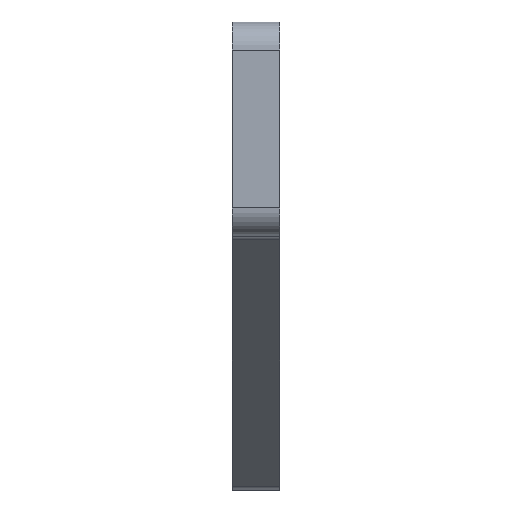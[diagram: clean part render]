
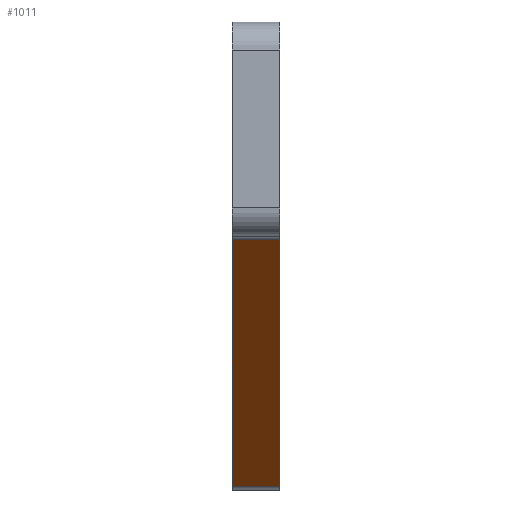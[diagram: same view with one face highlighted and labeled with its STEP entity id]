
A CAD part, left-side view. The second image highlights one B-rep face of the part: STEP entity #1011.
In plain terms, the highlighted planar face has unit normal (-0.495, 0, -0.869).
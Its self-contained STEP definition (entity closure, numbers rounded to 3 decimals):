
#10 = CARTESIAN_POINT ( 'NONE',  ( -46.678, 0., 4.106 ) ) ;
#30 = LINE ( 'NONE', #983, #883 ) ;
#66 = VECTOR ( 'NONE', #785, 1000. ) ;
#89 = LINE ( 'NONE', #614, #66 ) ;
#90 = EDGE_CURVE ( 'NONE', #842, #985, #89, .T. ) ;
#142 = EDGE_CURVE ( 'NONE', #721, #542, #359, .T. ) ;
#149 = EDGE_LOOP ( 'NONE', ( #373, #719, #801, #350 ) ) ;
#186 = EDGE_CURVE ( 'NONE', #985, #542, #400, .T. ) ;
#235 = EDGE_CURVE ( 'NONE', #721, #842, #30, .T. ) ;
#287 = DIRECTION ( 'NONE',  ( -0.869, 0., 0.495 ) ) ;
#308 = DIRECTION ( 'NONE',  ( -0.495, 0., -0.869 ) ) ;
#350 = ORIENTED_EDGE ( 'NONE', *, *, #235, .T. ) ;
#359 = LINE ( 'NONE', #996, #898 ) ;
#367 = CARTESIAN_POINT ( 'NONE',  ( 0., 0., -22.5 ) ) ;
#373 = ORIENTED_EDGE ( 'NONE', *, *, #90, .T. ) ;
#400 = LINE ( 'NONE', #567, #571 ) ;
#468 = DIRECTION ( 'NONE',  ( 0., -1., 0. ) ) ;
#531 = FACE_OUTER_BOUND ( 'NONE', #149, .T. ) ;
#542 = VERTEX_POINT ( 'NONE', #690 ) ;
#567 = CARTESIAN_POINT ( 'NONE',  ( -46.678, 0., 4.106 ) ) ;
#571 = VECTOR ( 'NONE', #586, 1000. ) ;
#586 = DIRECTION ( 'NONE',  ( 0., 1., 0. ) ) ;
#614 = CARTESIAN_POINT ( 'NONE',  ( 0., 0., -22.5 ) ) ;
#690 = CARTESIAN_POINT ( 'NONE',  ( -46.678, 5., 4.106 ) ) ;
#719 = ORIENTED_EDGE ( 'NONE', *, *, #186, .T. ) ;
#721 = VERTEX_POINT ( 'NONE', #967 ) ;
#785 = DIRECTION ( 'NONE',  ( -0.869, 0., 0.495 ) ) ;
#801 = ORIENTED_EDGE ( 'NONE', *, *, #142, .F. ) ;
#823 = PLANE ( 'NONE',  #892 ) ;
#842 = VERTEX_POINT ( 'NONE', #896 ) ;
#883 = VECTOR ( 'NONE', #468, 1000. ) ;
#892 = AXIS2_PLACEMENT_3D ( 'NONE', #367, #308, #1022 ) ;
#896 = CARTESIAN_POINT ( 'NONE',  ( -0.691, 0., -22.106 ) ) ;
#898 = VECTOR ( 'NONE', #287, 1000. ) ;
#967 = CARTESIAN_POINT ( 'NONE',  ( -0.691, 5., -22.106 ) ) ;
#983 = CARTESIAN_POINT ( 'NONE',  ( -0.691, 0., -22.106 ) ) ;
#985 = VERTEX_POINT ( 'NONE', #10 ) ;
#996 = CARTESIAN_POINT ( 'NONE',  ( 0., 5., -22.5 ) ) ;
#1011 = ADVANCED_FACE ( 'NONE', ( #531 ), #823, .T. ) ;
#1022 = DIRECTION ( 'NONE',  ( -0.869, 0., 0.495 ) ) ;
